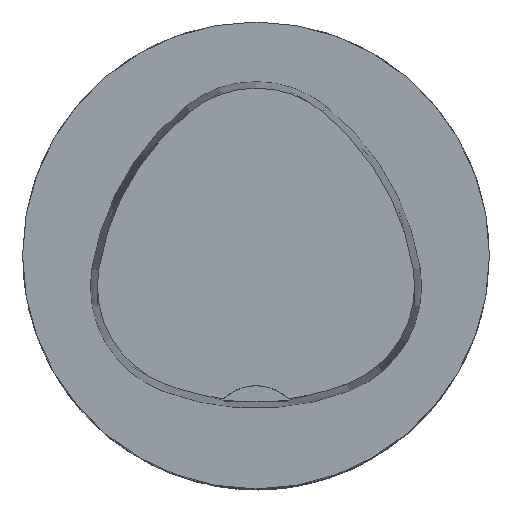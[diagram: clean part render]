
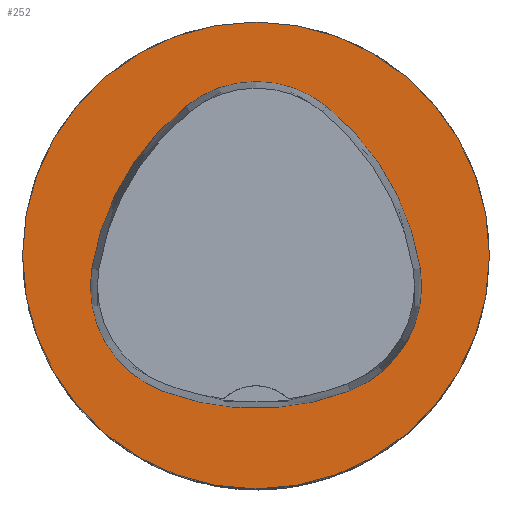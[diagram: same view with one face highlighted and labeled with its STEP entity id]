
A CAD part, top view. The second image highlights one B-rep face of the part: STEP entity #252.
In plain terms, the highlighted planar face has unit normal (0, 0, 1).
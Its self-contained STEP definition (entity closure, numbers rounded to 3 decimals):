
#178=PLANE('',#1140);
#252=ADVANCED_FACE('',(#348,#349),#178,.T.);
#301=CIRCLE('',#1111,25.);
#303=CIRCLE('',#1118,28.);
#305=CIRCLE('',#1121,12.);
#307=CIRCLE('',#1124,28.);
#309=CIRCLE('',#1127,12.);
#313=CIRCLE('',#1132,28.);
#315=CIRCLE('',#1135,12.);
#348=FACE_BOUND('',#415,.T.);
#349=FACE_BOUND('',#416,.T.);
#415=EDGE_LOOP('',(#540,#541,#542,#543,#544,#545));
#416=EDGE_LOOP('',(#546));
#540=ORIENTED_EDGE('',*,*,#734,.T.);
#541=ORIENTED_EDGE('',*,*,#714,.T.);
#542=ORIENTED_EDGE('',*,*,#718,.T.);
#543=ORIENTED_EDGE('',*,*,#721,.T.);
#544=ORIENTED_EDGE('',*,*,#724,.T.);
#545=ORIENTED_EDGE('',*,*,#732,.T.);
#546=ORIENTED_EDGE('',*,*,#704,.F.);
#640=VERTEX_POINT('',#1580);
#650=VERTEX_POINT('',#1601);
#651=VERTEX_POINT('',#1602);
#654=VERTEX_POINT('',#1610);
#656=VERTEX_POINT('',#1616);
#658=VERTEX_POINT('',#1622);
#665=VERTEX_POINT('',#1643);
#704=EDGE_CURVE('',#640,#640,#301,.T.);
#714=EDGE_CURVE('',#650,#651,#303,.T.);
#718=EDGE_CURVE('',#651,#654,#305,.T.);
#721=EDGE_CURVE('',#654,#656,#307,.T.);
#724=EDGE_CURVE('',#656,#658,#309,.T.);
#732=EDGE_CURVE('',#658,#665,#313,.T.);
#734=EDGE_CURVE('',#665,#650,#315,.T.);
#1111=AXIS2_PLACEMENT_3D('',#1579,#1282,#1283);
#1118=AXIS2_PLACEMENT_3D('',#1600,#1300,#1301);
#1121=AXIS2_PLACEMENT_3D('',#1609,#1308,#1309);
#1124=AXIS2_PLACEMENT_3D('',#1615,#1315,#1316);
#1127=AXIS2_PLACEMENT_3D('',#1621,#1322,#1323);
#1132=AXIS2_PLACEMENT_3D('',#1644,#1334,#1335);
#1135=AXIS2_PLACEMENT_3D('',#1647,#1340,#1341);
#1140=AXIS2_PLACEMENT_3D('',#1652,#1350,#1351);
#1282=DIRECTION('',(0.,0.,-1.));
#1283=DIRECTION('',(-1.,0.,0.));
#1300=DIRECTION('',(0.,0.,-1.));
#1301=DIRECTION('',(-1.,0.,0.));
#1308=DIRECTION('',(0.,0.,-1.));
#1309=DIRECTION('',(-1.,0.,0.));
#1315=DIRECTION('',(0.,0.,-1.));
#1316=DIRECTION('',(-1.,0.,0.));
#1322=DIRECTION('',(0.,0.,-1.));
#1323=DIRECTION('',(-1.,0.,0.));
#1334=DIRECTION('',(0.,0.,-1.));
#1335=DIRECTION('',(-1.,0.,0.));
#1340=DIRECTION('',(0.,0.,-1.));
#1341=DIRECTION('',(-1.,0.,0.));
#1350=DIRECTION('',(0.,0.,1.));
#1351=DIRECTION('',(1.,0.,0.));
#1579=CARTESIAN_POINT('',(0.,0.,0.));
#1580=CARTESIAN_POINT('',(-25.,0.,0.));
#1600=CARTESIAN_POINT('',(10.068,-5.824,0.));
#1601=CARTESIAN_POINT('',(-17.584,-1.424,0.));
#1602=CARTESIAN_POINT('',(-7.531,15.953,0.));
#1609=CARTESIAN_POINT('',(0.011,6.62,0.));
#1610=CARTESIAN_POINT('',(7.567,15.942,0.));
#1615=CARTESIAN_POINT('',(-10.063,-5.81,0.));
#1616=CARTESIAN_POINT('',(17.59,-1.418,0.));
#1621=CARTESIAN_POINT('',(5.739,-3.3,0.));
#1622=CARTESIAN_POINT('',(10.05,-14.499,0.));
#1643=CARTESIAN_POINT('',(-10.025,-14.516,0.));
#1644=CARTESIAN_POINT('',(-0.01,11.631,0.));
#1647=CARTESIAN_POINT('',(-5.733,-3.31,0.));
#1652=CARTESIAN_POINT('',(0.,0.,0.));
